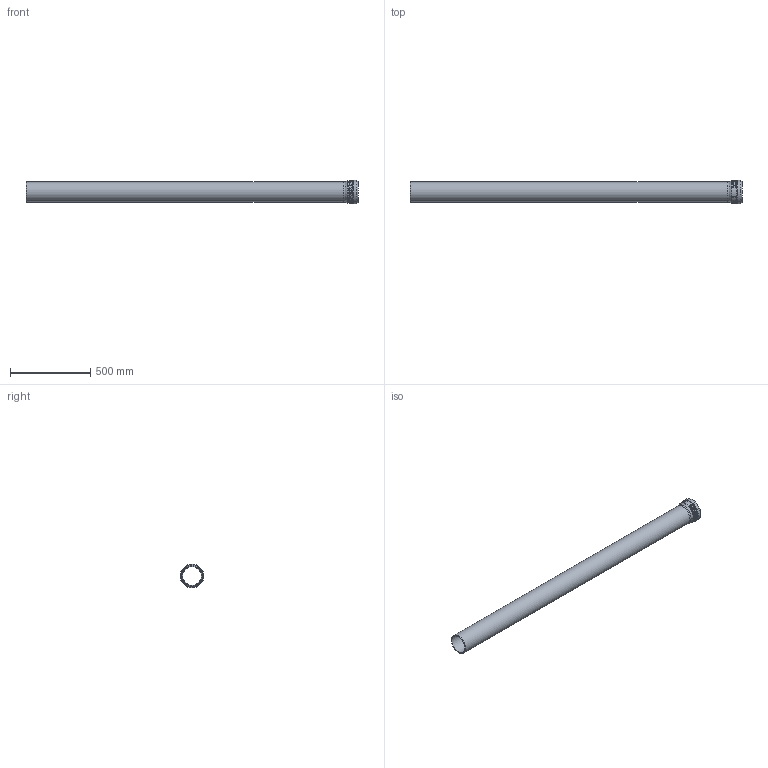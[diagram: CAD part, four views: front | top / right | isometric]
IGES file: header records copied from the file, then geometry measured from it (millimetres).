
Global section: file name: 393606; native system: Autodesk Inventor 2014; preprocessor: unknown; author: seihe2; date: 20170213.160952; units: millimetre
Bounding box: 2073.9 x 146.35 x 146.35 mm (x, y, z)
Volume: 3960905.7 mm3; surface area: 1599044.1 mm2
Topology: 2 solids, 2 shells, 38 faces, 89 edges, 64 vertices
Faces by surface type: revolution 23, plane 8, cylinder 5, cone 2
Full cylindrical faces by diameter (mm): 125.2 x2, 135.2 x1, 138.2 x1, 146.35 x1
